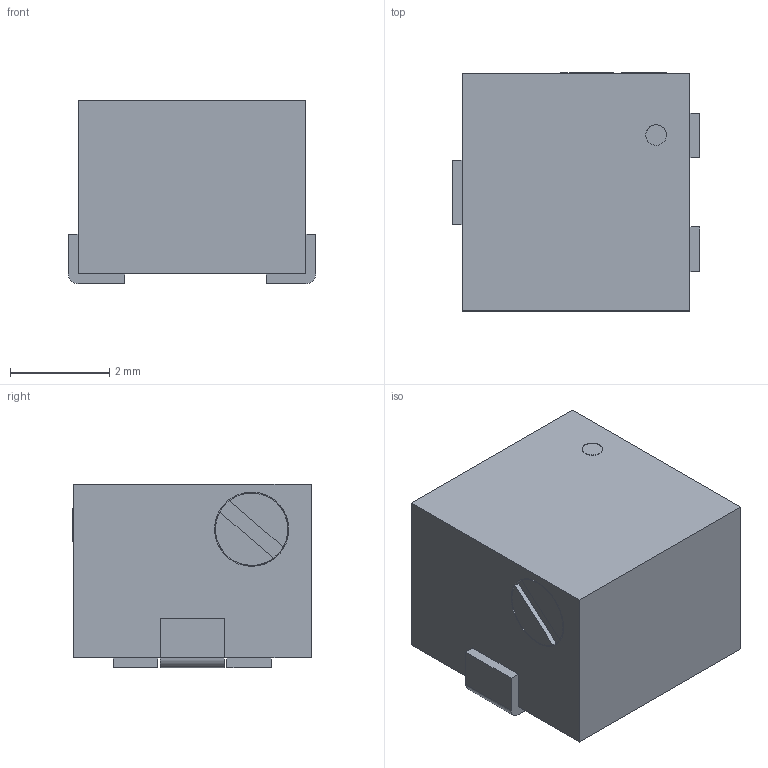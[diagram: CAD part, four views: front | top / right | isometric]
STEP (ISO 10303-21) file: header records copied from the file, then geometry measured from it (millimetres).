
FILE_DESCRIPTION (( 'STEP AP214' ), '1' );
FILE_NAME ('RES-ADJ-SMD_3P-L4.8-W4.6-P2.30-TR.step', '2022-07-09T14:30:31', ( '' ), ( '' ), 'SwSTEP 2.0', 'SolidWorks 2020', '' );
FILE_SCHEMA (( 'AUTOMOTIVE_DESIGN' ));
Length unit declared in the file: millimetre
Products named in the file (1): RES-ADJ-SMD_3P-L4.8-W4.6-P2.30-TR
Bounding box: 5 x 4.81 x 3.71 mm (x, y, z)
Volume: 78.5 mm3; surface area: 185.5 mm2
Topology: 2 solids, 2 shells, 341 faces, 918 edges, 610 vertices
Faces by surface type: plane 219, bspline 114, cylinder 8
Entity records: 15559 total; most frequent: CARTESIAN_POINT 4032, ORIENTED_EDGE 1836, DIRECTION 1162, EDGE_CURVE 918, LINE 666, VECTOR 666, VERTEX_POINT 610, EDGE_LOOP 370
